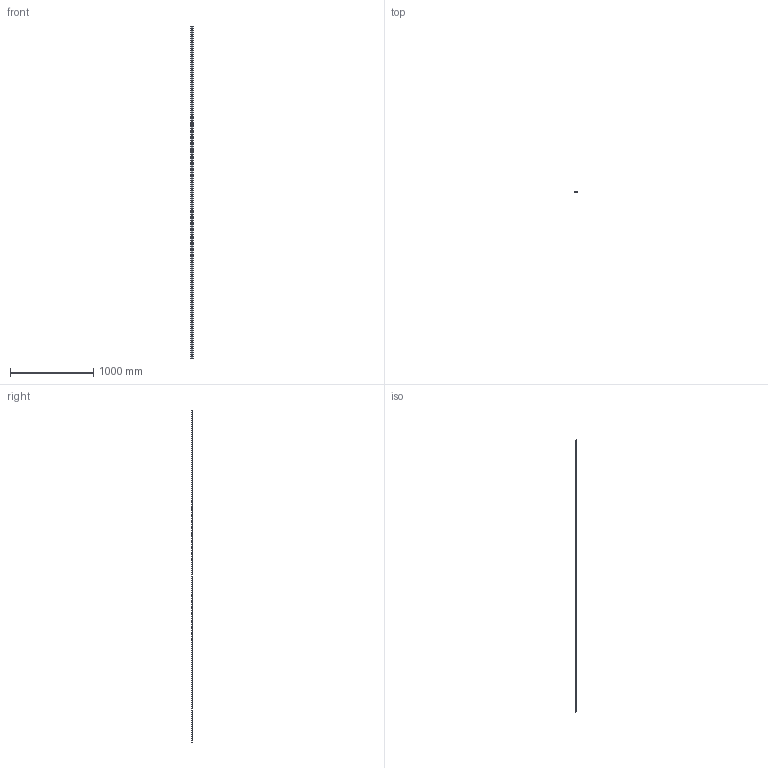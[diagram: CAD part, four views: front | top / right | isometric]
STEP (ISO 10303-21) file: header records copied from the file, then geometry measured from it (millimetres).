
FILE_DESCRIPTION(/* description */ ('FLEXFIT 1529 PROFILE 3994mm STAINLESS STEEL'),/* implementation_level */ '2;1');
FILE_NAME(/* name */ '205-S10-01.stp',/* time_stamp */ '2015-05-01T15:04:58+02:00',/* author */ ('w.jans'),/* organization */ (''),/* preprocessor_version */ 'ST-DEVELOPER v15.6',/* originating_system */ 'Autodesk Inventor 2015',/* authorisation */ '');
FILE_SCHEMA (('AUTOMOTIVE_DESIGN { 1 0 10303 214 3 1 1 }'));
Length unit declared in the file: millimetre
Products named in the file (1): E000019470
Bounding box: 28.98 x 11.05 x 3994 mm (x, y, z)
Volume: 255737.9 mm3; surface area: 351955.8 mm2
Topology: 1 solids, 1 shells, 1330 faces, 3488 edges, 2164 vertices
Faces by surface type: cylinder 716, cone 400, plane 214
Entity records: 48143 total; most frequent: CARTESIAN_POINT 16383, ORIENTED_EDGE 6968, DIRECTION 6282, EDGE_CURVE 3484, AXIS2_PLACEMENT_3D 2463, VERTEX_POINT 2156, EDGE_LOOP 1430, LINE 1356
